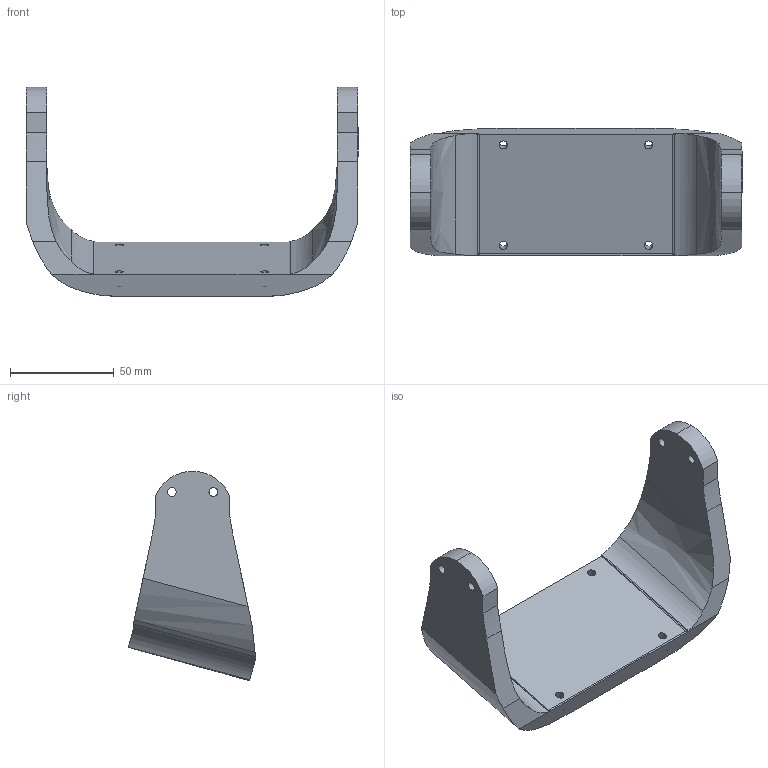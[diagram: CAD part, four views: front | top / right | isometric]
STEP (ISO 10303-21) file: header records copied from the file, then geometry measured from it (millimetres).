
FILE_DESCRIPTION(/* description */ (''),/* implementation_level */ '2;1');
FILE_NAME(/* name */ 'sonar mount.step',/* time_stamp */ '2025-05-11T13:42:56+02:00',/* author */ (''),/* organization */ (''),/* preprocessor_version */ 'ST-DEVELOPER v20.1',/* originating_system */ 'Autodesk Translation Framework v14.4.0.0',/* authorisation */ '');
FILE_SCHEMA (('AUTOMOTIVE_DESIGN { 1 0 10303 214 3 1 1 }'));
Length unit declared in the file: millimetre
Products named in the file (1): festesonar
Bounding box: 160 x 61.31 x 100.96 mm (x, y, z)
Volume: 153419.6 mm3; surface area: 37888.5 mm2
Topology: 1 solids, 1 shells, 79 faces, 222 edges, 147 vertices
Faces by surface type: cylinder 28, bspline 27, plane 24
Full cylindrical faces by diameter (mm): 4 x4, 4.2 x4, 10 x4
Entity records: 3888 total; most frequent: CARTESIAN_POINT 2021, ORIENTED_EDGE 444, DIRECTION 281, EDGE_CURVE 222, VERTEX_POINT 147, AXIS2_PLACEMENT_3D 104, EDGE_LOOP 97, B_SPLINE_CURVE_WITH_KNOTS 95
